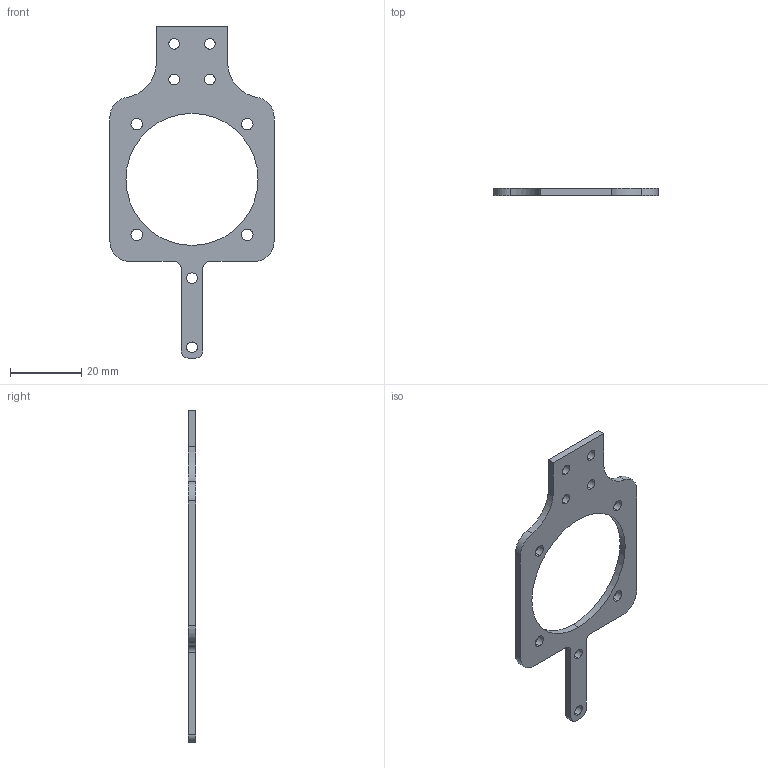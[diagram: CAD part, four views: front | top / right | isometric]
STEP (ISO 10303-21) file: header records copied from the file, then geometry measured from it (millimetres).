
FILE_DESCRIPTION (( 'STEP AP203' ), '1' );
FILE_NAME ('Öá2¡¾1ºÅ¡¿.STEP', '2025-08-23T07:09:25', ( '' ), ( '' ), 'SwSTEP 2.0', 'SolidWorks 2025', '' );
FILE_SCHEMA (( 'CONFIG_CONTROL_DESIGN' ));
Length unit declared in the file: millimetre
Products named in the file (1): 轴2【1号】
Bounding box: 46 x 2 x 93.05 mm (x, y, z)
Volume: 3083.9 mm3; surface area: 4024 mm2
Topology: 1 solids, 1 shells, 44 faces, 126 edges, 84 vertices
Faces by surface type: cylinder 32, plane 12
Entity records: 1595 total; most frequent: DIRECTION 280, CARTESIAN_POINT 255, ORIENTED_EDGE 252, EDGE_CURVE 126, AXIS2_PLACEMENT_3D 109, VERTEX_POINT 84, EDGE_LOOP 66, CIRCLE 64
